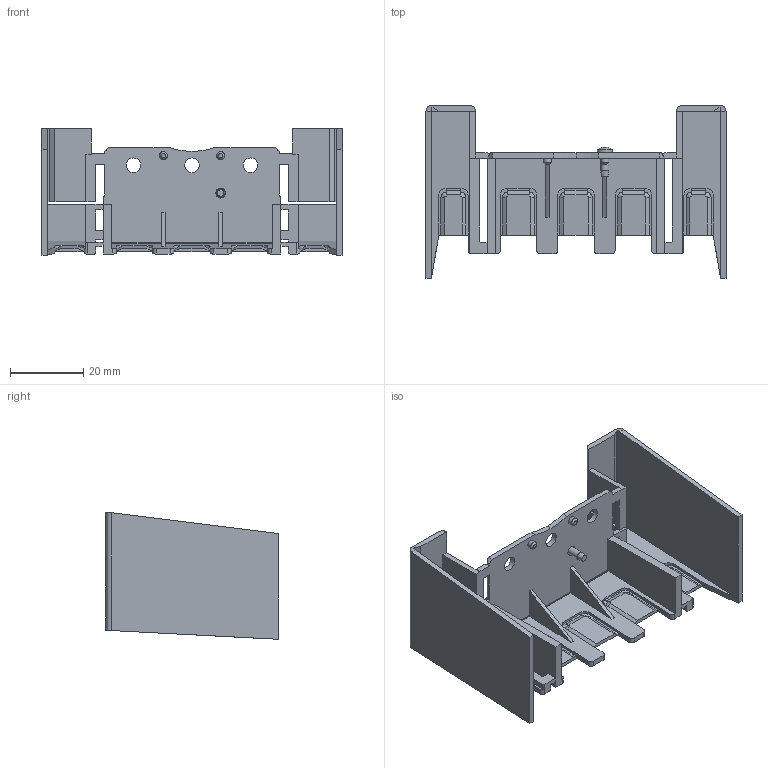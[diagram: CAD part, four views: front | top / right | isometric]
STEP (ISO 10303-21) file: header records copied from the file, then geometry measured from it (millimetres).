
FILE_DESCRIPTION(/* description */ ('Alibre Inc.'),/* implementation_level */ '2;1');
FILE_NAME(/* name */ 'export-13E49DF0-A2E2-4D6E-ACE5-3DCFBB81AE54',/* time_stamp */ '2023-05-28T12:27:20+02:00',/* author */ (''),/* organization */ (''),/* preprocessor_version */ 'ST-DEVELOPER v17',/* originating_system */ 'Alibre',/* authorisation */ '');
FILE_SCHEMA (('AUTOMOTIVE_DESIGN'));
Length unit declared in the file: millimetre
Products named in the file (1): _19626
Bounding box: 82 x 47.2 x 34.6 mm (x, y, z)
Volume: 12462.8 mm3; surface area: 18241.7 mm2
Topology: 1 solids, 1 shells, 282 faces, 848 edges, 561 vertices
Faces by surface type: plane 220, cylinder 47, cone 14, sphere 1
Full cylindrical faces by diameter (mm): 2.2 x3, 4 x4
Entity records: 9590 total; most frequent: CARTESIAN_POINT 1787, ORIENTED_EDGE 1696, DIRECTION 1308, EDGE_CURVE 848, VECTOR 668, LINE 668, VERTEX_POINT 561, AXIS2_PLACEMENT_3D 430
